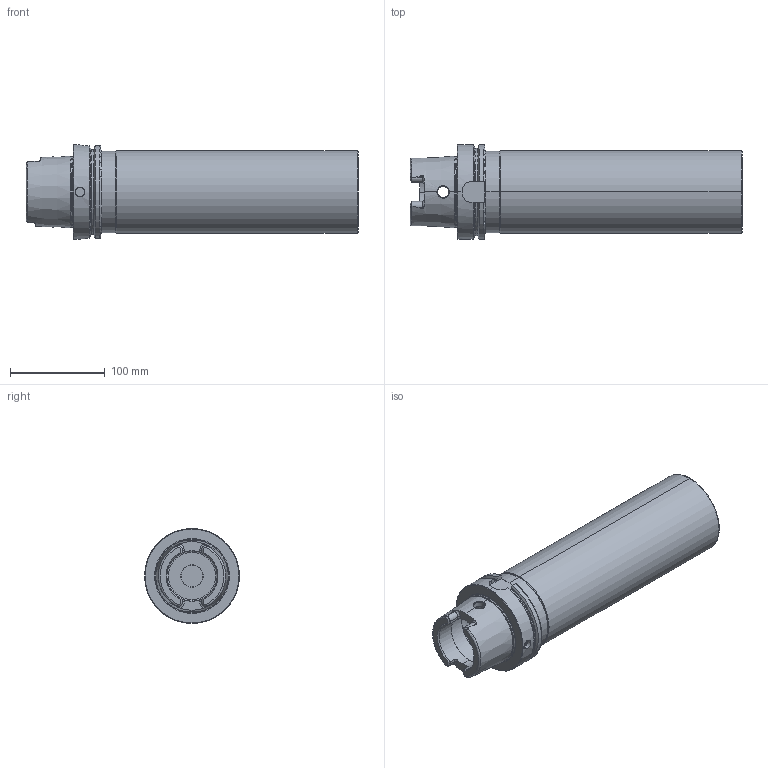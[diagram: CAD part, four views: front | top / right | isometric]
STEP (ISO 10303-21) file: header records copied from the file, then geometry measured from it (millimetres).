
FILE_DESCRIPTION (( 'STEP AP214' ), '1' );
FILE_NAME ('HA0.KD1.087.300.STEP', '2023-09-08T12:38:45', ( '' ), ( '' ), 'SwSTEP 2.0', 'SolidWorks 2017', '' );
FILE_SCHEMA (( 'AUTOMOTIVE_DESIGN' ));
Length unit declared in the file: millimetre
Products named in the file (1): HA0.KD1.087.300
Bounding box: 349.9 x 100 x 100 mm (x, y, z)
Volume: 1155257.1 mm3; surface area: 170493.6 mm2
Topology: 1 solids, 1 shells, 159 faces, 409 edges, 253 vertices
Faces by surface type: cylinder 48, plane 42, torus 39, cone 26, bspline 4
Entity records: 7258 total; most frequent: CARTESIAN_POINT 2255, ORIENTED_EDGE 818, DIRECTION 779, EDGE_CURVE 409, AXIS2_PLACEMENT_3D 323, VERTEX_POINT 253, CIRCLE 167, EDGE_LOOP 164
